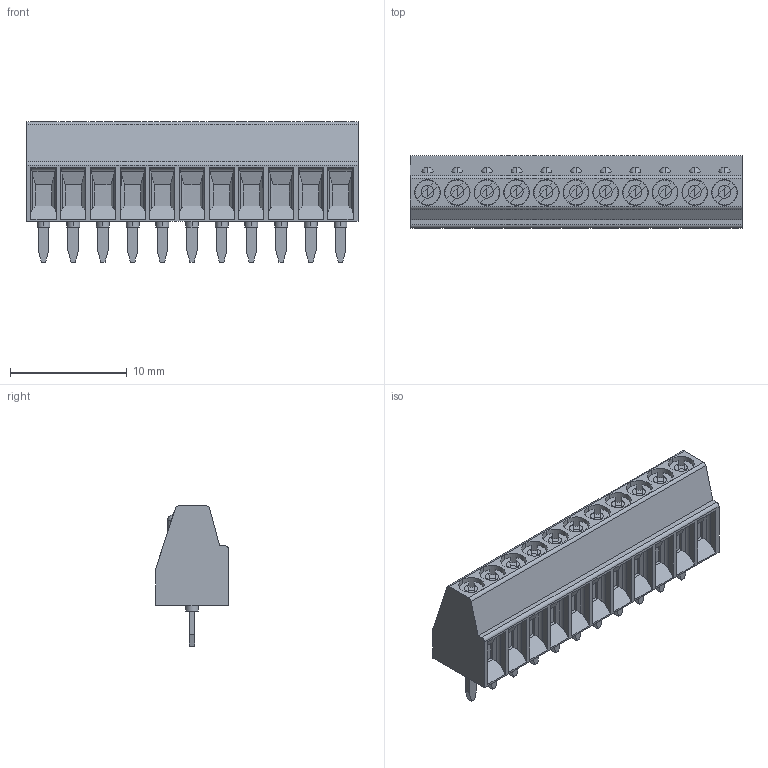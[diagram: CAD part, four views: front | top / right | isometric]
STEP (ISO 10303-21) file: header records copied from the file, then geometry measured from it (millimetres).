
FILE_DESCRIPTION(('FreeCAD Model'),'2;1');
FILE_NAME('mpt_0_5_11_2_055_cp.step','2019-11-30T09:06:38' ,('kicad StepUp'),('ksu MCAD'),'Open CASCADE STEP processor 7.3', 'FreeCAD','Unknown');
FILE_SCHEMA(('AUTOMOTIVE_DESIGN { 1 0 10303 214 1 1 1 1 }'));
Length unit declared in the file: millimetre
Products named in the file (1): mpt_0_5_11_2_055_cp
Bounding box: 28.4 x 6.2 x 12 mm (x, y, z)
Volume: 1137.4 mm3; surface area: 1325.6 mm2
Topology: 1 solids, 1 shells, 634 faces, 1532 edges, 937 vertices
Faces by surface type: plane 466, cylinder 146, sphere 22
Entity records: 23210 total; most frequent: CARTESIAN_POINT 3808, DIRECTION 3193, ORIENTED_EDGE 3020, EDGE_CURVE 1510, AXIS2_PLACEMENT_3D 1070, LINE 1053, VECTOR 1053, VERTEX_POINT 937
